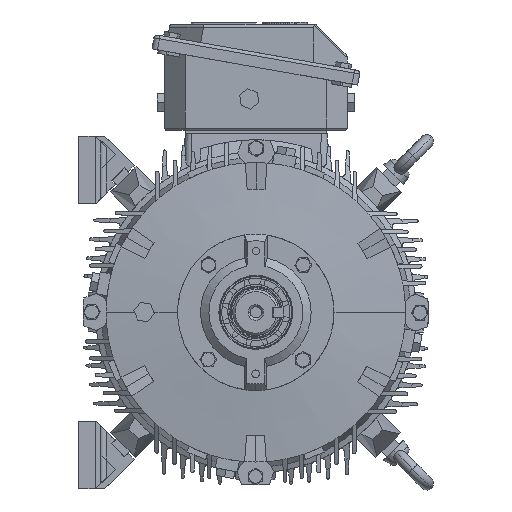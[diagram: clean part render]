
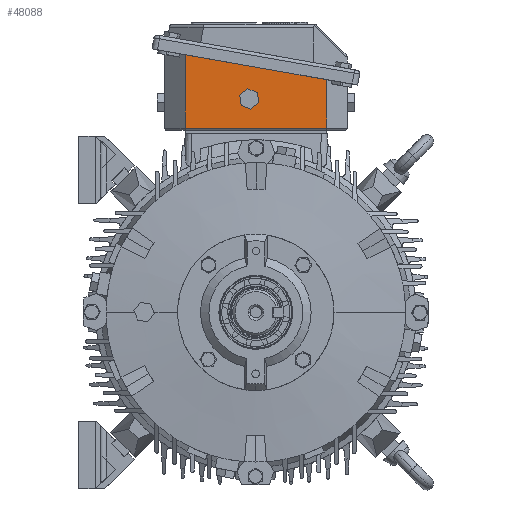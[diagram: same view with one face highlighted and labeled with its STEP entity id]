
A CAD part, left-side view. The second image highlights one B-rep face of the part: STEP entity #48088.
In plain terms, the highlighted face is planar.
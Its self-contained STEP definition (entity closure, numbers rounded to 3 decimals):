
#427 = ORIENTED_EDGE ( 'NONE', *, *, #62195, .F. ) ;
#1060 = CARTESIAN_POINT ( 'NONE',  ( 18.343, 2., -78. ) ) ;
#1591 = VECTOR ( 'NONE', #33299, 1000. ) ;
#2069 = CARTESIAN_POINT ( 'NONE',  ( 87.503, 28.088, -78. ) ) ;
#2898 = LINE ( 'NONE', #69414, #1591 ) ;
#3762 = CARTESIAN_POINT ( 'NONE',  ( 18.343, 2., -78. ) ) ;
#5653 = DIRECTION ( 'NONE',  ( 0., 0., -1. ) ) ;
#11586 = DIRECTION ( 'NONE',  ( -1., 0., 0. ) ) ;
#14736 = CARTESIAN_POINT ( 'NONE',  ( 82.503, 28.088, -78. ) ) ;
#16670 = EDGE_CURVE ( 'NONE', #49318, #74567, #102441, .T. ) ;
#16910 = CIRCLE ( 'NONE', #105689, 5. ) ;
#18698 = ORIENTED_EDGE ( 'NONE', *, *, #79651, .T. ) ;
#21155 = DIRECTION ( 'NONE',  ( 0., -1., 0. ) ) ;
#26593 = ORIENTED_EDGE ( 'NONE', *, *, #78305, .F. ) ;
#28783 = DIRECTION ( 'NONE',  ( 0., 0., -1. ) ) ;
#30801 = FACE_BOUND ( 'NONE', #44782, .T. ) ;
#30992 = AXIS2_PLACEMENT_3D ( 'NONE', #2069, #54857, #11586 ) ;
#31292 = CARTESIAN_POINT ( 'NONE',  ( 144.983, 2., -78. ) ) ;
#33299 = DIRECTION ( 'NONE',  ( 0.985, 0.174, 0. ) ) ;
#35260 = EDGE_CURVE ( 'NONE', #83250, #42141, #46119, .T. ) ;
#37379 = ORIENTED_EDGE ( 'NONE', *, *, #35260, .T. ) ;
#41428 = CARTESIAN_POINT ( 'NONE',  ( 18.343, 45.436, -78. ) ) ;
#42125 = CARTESIAN_POINT ( 'NONE',  ( 92.503, 28.088, -78. ) ) ;
#42141 = VERTEX_POINT ( 'NONE', #3762 ) ;
#44782 = EDGE_LOOP ( 'NONE', ( #91396, #427 ) ) ;
#46119 = LINE ( 'NONE', #1060, #66487 ) ;
#46772 = VECTOR ( 'NONE', #90776, 1000. ) ;
#47298 = PLANE ( 'NONE',  #93184 ) ;
#47689 = CARTESIAN_POINT ( 'NONE',  ( 0., 0., -78. ) ) ;
#47946 = EDGE_LOOP ( 'NONE', ( #26593, #37379, #74705, #18698 ) ) ;
#48088 = ADVANCED_FACE ( 'NONE', ( #30801, #97280 ), #47298, .T. ) ;
#49318 = VERTEX_POINT ( 'NONE', #14736 ) ;
#54857 = DIRECTION ( 'NONE',  ( 0., 0., -1. ) ) ;
#62195 = EDGE_CURVE ( 'NONE', #74567, #49318, #16910, .T. ) ;
#64050 = VERTEX_POINT ( 'NONE', #41428 ) ;
#66203 = EDGE_CURVE ( 'NONE', #64050, #42141, #104571, .T. ) ;
#66487 = VECTOR ( 'NONE', #70587, 1000. ) ;
#69414 = CARTESIAN_POINT ( 'NONE',  ( -7.217, 40.929, -78. ) ) ;
#70587 = DIRECTION ( 'NONE',  ( -1., 0., 0. ) ) ;
#71959 = CARTESIAN_POINT ( 'NONE',  ( 144.983, 67.766, -78. ) ) ;
#73576 = CARTESIAN_POINT ( 'NONE',  ( 18.343, 0., -78. ) ) ;
#74567 = VERTEX_POINT ( 'NONE', #42125 ) ;
#74705 = ORIENTED_EDGE ( 'NONE', *, *, #66203, .F. ) ;
#75088 = DIRECTION ( 'NONE',  ( -1., 0., 0. ) ) ;
#78305 = EDGE_CURVE ( 'NONE', #83250, #109939, #86175, .T. ) ;
#79651 = EDGE_CURVE ( 'NONE', #64050, #109939, #2898, .T. ) ;
#83250 = VERTEX_POINT ( 'NONE', #31292 ) ;
#86175 = LINE ( 'NONE', #99454, #46772 ) ;
#90776 = DIRECTION ( 'NONE',  ( 0., 1., 0. ) ) ;
#91396 = ORIENTED_EDGE ( 'NONE', *, *, #16670, .F. ) ;
#93184 = AXIS2_PLACEMENT_3D ( 'NONE', #47689, #28783, #107970 ) ;
#93235 = CARTESIAN_POINT ( 'NONE',  ( 87.503, 28.088, -78. ) ) ;
#97280 = FACE_OUTER_BOUND ( 'NONE', #47946, .T. ) ;
#99454 = CARTESIAN_POINT ( 'NONE',  ( 144.983, 0., -78. ) ) ;
#102441 = CIRCLE ( 'NONE', #30992, 5. ) ;
#104571 = LINE ( 'NONE', #73576, #111304 ) ;
#105689 = AXIS2_PLACEMENT_3D ( 'NONE', #93235, #5653, #75088 ) ;
#107970 = DIRECTION ( 'NONE',  ( -1., 0., 0. ) ) ;
#109939 = VERTEX_POINT ( 'NONE', #71959 ) ;
#111304 = VECTOR ( 'NONE', #21155, 1000. ) ;
